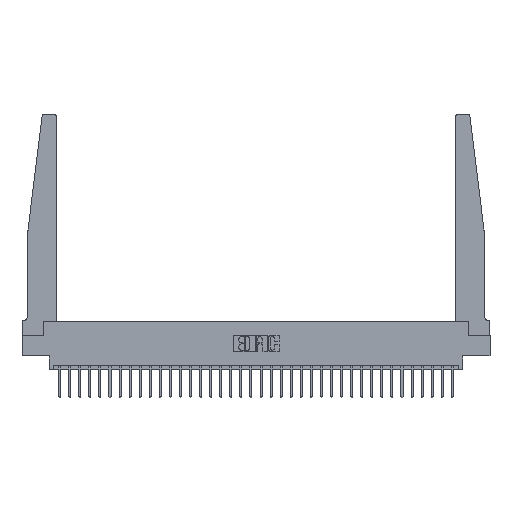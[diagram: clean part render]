
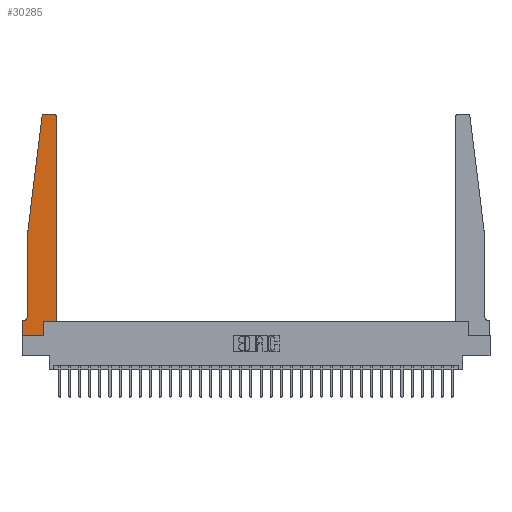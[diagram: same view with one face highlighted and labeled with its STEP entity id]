
A CAD part, top view. The second image highlights one B-rep face of the part: STEP entity #30285.
In plain terms, the highlighted planar face has unit normal (0, 0, 1).
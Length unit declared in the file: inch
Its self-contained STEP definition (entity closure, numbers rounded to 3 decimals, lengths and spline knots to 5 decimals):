
#329 = DIRECTION ( 'NONE',  ( 0., -1., 0. ) ) ;
#532 = LINE ( 'NONE', #27825, #28047 ) ;
#951 = CIRCLE ( 'NONE', #5031, 0.05 ) ;
#2001 = CARTESIAN_POINT ( 'NONE',  ( 0.27653, 2.75, 0.37 ) ) ;
#2162 = EDGE_CURVE ( 'NONE', #24514, #24107, #4802, .T. ) ;
#2265 = CARTESIAN_POINT ( 'NONE',  ( 0.065, 0.1875, 0.37 ) ) ;
#2316 = DIRECTION ( 'NONE',  ( -1., 0., 0. ) ) ;
#2485 = LINE ( 'NONE', #31572, #16503 ) ;
#3584 = CARTESIAN_POINT ( 'NONE',  ( 0., 0., 0.37 ) ) ;
#3882 = FACE_OUTER_BOUND ( 'NONE', #10525, .T. ) ;
#4099 = CARTESIAN_POINT ( 'NONE',  ( 0.425, 0.18, 0.37 ) ) ;
#4130 = CARTESIAN_POINT ( 'NONE',  ( 0.2605, 0., 0.37 ) ) ;
#4137 = VECTOR ( 'NONE', #329, 39.37008 ) ;
#4265 = LINE ( 'NONE', #4099, #17616 ) ;
#4627 = VECTOR ( 'NONE', #23037, 39.37008 ) ;
#4802 = LINE ( 'NONE', #31636, #18546 ) ;
#5031 = AXIS2_PLACEMENT_3D ( 'NONE', #26037, #28621, #16430 ) ;
#5727 = EDGE_CURVE ( 'NONE', #11134, #27133, #25227, .T. ) ;
#5831 = VERTEX_POINT ( 'NONE', #29154 ) ;
#6723 = CIRCLE ( 'NONE', #20108, 0.03 ) ;
#7909 = DIRECTION ( 'NONE',  ( 1., 0., 0. ) ) ;
#8223 = ORIENTED_EDGE ( 'NONE', *, *, #26989, .T. ) ;
#8459 = VERTEX_POINT ( 'NONE', #13504 ) ;
#8544 = DIRECTION ( 'NONE',  ( 1., 0., 0. ) ) ;
#8842 = EDGE_CURVE ( 'NONE', #25421, #8459, #4265, .T. ) ;
#9057 = DIRECTION ( 'NONE',  ( 0., 0., 1. ) ) ;
#9932 = ORIENTED_EDGE ( 'NONE', *, *, #5727, .T. ) ;
#9987 = CARTESIAN_POINT ( 'NONE',  ( 0.395, 2.75, 0.37 ) ) ;
#10166 = ORIENTED_EDGE ( 'NONE', *, *, #31616, .T. ) ;
#10241 = ORIENTED_EDGE ( 'NONE', *, *, #30006, .T. ) ;
#10405 = CARTESIAN_POINT ( 'NONE',  ( 0., 0., 0.37 ) ) ;
#10525 = EDGE_LOOP ( 'NONE', ( #10241, #9932, #23060, #10166, #11656, #30770, #21856, #27174, #8223, #11559, #11164, #22257 ) ) ;
#10706 = VERTEX_POINT ( 'NONE', #4130 ) ;
#11134 = VERTEX_POINT ( 'NONE', #2001 ) ;
#11164 = ORIENTED_EDGE ( 'NONE', *, *, #8842, .T. ) ;
#11335 = DIRECTION ( 'NONE',  ( 1., 0., 0. ) ) ;
#11559 = ORIENTED_EDGE ( 'NONE', *, *, #16125, .T. ) ;
#11656 = ORIENTED_EDGE ( 'NONE', *, *, #17606, .T. ) ;
#11737 = CARTESIAN_POINT ( 'NONE',  ( 0.425, 0.18, 0.37 ) ) ;
#13504 = CARTESIAN_POINT ( 'NONE',  ( 0.425, 2.72, 0.37 ) ) ;
#13772 = CARTESIAN_POINT ( 'NONE',  ( 0.395, 2.72, 0.37 ) ) ;
#13934 = DIRECTION ( 'NONE',  ( 1., 0., 0. ) ) ;
#14553 = LINE ( 'NONE', #24326, #16916 ) ;
#14622 = VERTEX_POINT ( 'NONE', #9987 ) ;
#14632 = DIRECTION ( 'NONE',  ( 0., -1., 0. ) ) ;
#14975 = LINE ( 'NONE', #22333, #4137 ) ;
#15755 = VECTOR ( 'NONE', #27320, 39.37008 ) ;
#15860 = CARTESIAN_POINT ( 'NONE',  ( 0.27653, 2.72, 0.37 ) ) ;
#15988 = LINE ( 'NONE', #3584, #4627 ) ;
#16125 = EDGE_CURVE ( 'NONE', #18340, #25421, #532, .T. ) ;
#16430 = DIRECTION ( 'NONE',  ( -1., 0., 0. ) ) ;
#16503 = VECTOR ( 'NONE', #24495, 39.37008 ) ;
#16916 = VECTOR ( 'NONE', #2316, 39.37008 ) ;
#17221 = DIRECTION ( 'NONE',  ( -1., 0., 0. ) ) ;
#17606 = EDGE_CURVE ( 'NONE', #5831, #28126, #951, .T. ) ;
#17616 = VECTOR ( 'NONE', #25633, 39.37008 ) ;
#17672 = CARTESIAN_POINT ( 'NONE',  ( 0.015, 0.1875, 0.37 ) ) ;
#17719 = CARTESIAN_POINT ( 'NONE',  ( 0.2605, 0.18, 0.37 ) ) ;
#18297 = CARTESIAN_POINT ( 'NONE',  ( 0.2605, 0.18, 0.37 ) ) ;
#18340 = VERTEX_POINT ( 'NONE', #18297 ) ;
#18546 = VECTOR ( 'NONE', #14632, 39.37008 ) ;
#19696 = CARTESIAN_POINT ( 'NONE',  ( 0., 0.1875, 0.37 ) ) ;
#19806 = VERTEX_POINT ( 'NONE', #24673 ) ;
#20108 = AXIS2_PLACEMENT_3D ( 'NONE', #13772, #9057, #13934 ) ;
#21514 = AXIS2_PLACEMENT_3D ( 'NONE', #28476, #28625, #8544 ) ;
#21599 = EDGE_CURVE ( 'NONE', #24107, #10706, #15988, .T. ) ;
#21856 = ORIENTED_EDGE ( 'NONE', *, *, #2162, .T. ) ;
#22257 = ORIENTED_EDGE ( 'NONE', *, *, #23053, .T. ) ;
#22333 = CARTESIAN_POINT ( 'NONE',  ( 0.065, 1.25, 0.37 ) ) ;
#23037 = DIRECTION ( 'NONE',  ( 1., 0., 0. ) ) ;
#23053 = EDGE_CURVE ( 'NONE', #8459, #14622, #6723, .T. ) ;
#23060 = ORIENTED_EDGE ( 'NONE', *, *, #23166, .T. ) ;
#23166 = EDGE_CURVE ( 'NONE', #27133, #19806, #2485, .T. ) ;
#23619 = CARTESIAN_POINT ( 'NONE',  ( 0.24675, 2.72367, 0.37 ) ) ;
#24107 = VERTEX_POINT ( 'NONE', #10405 ) ;
#24326 = CARTESIAN_POINT ( 'NONE',  ( 0.25, 2.75, 0.37 ) ) ;
#24495 = DIRECTION ( 'NONE',  ( -0.122, -0.992, 0. ) ) ;
#24514 = VERTEX_POINT ( 'NONE', #19696 ) ;
#24588 = LINE ( 'NONE', #2265, #28592 ) ;
#24673 = CARTESIAN_POINT ( 'NONE',  ( 0.065, 1.25, 0.37 ) ) ;
#25227 = CIRCLE ( 'NONE', #26743, 0.03 ) ;
#25421 = VERTEX_POINT ( 'NONE', #11737 ) ;
#25633 = DIRECTION ( 'NONE',  ( 0., 1., 0. ) ) ;
#26037 = CARTESIAN_POINT ( 'NONE',  ( 0.015, 0.2375, 0.37 ) ) ;
#26743 = AXIS2_PLACEMENT_3D ( 'NONE', #15860, #30791, #11335 ) ;
#26989 = EDGE_CURVE ( 'NONE', #10706, #18340, #30231, .T. ) ;
#27133 = VERTEX_POINT ( 'NONE', #23619 ) ;
#27174 = ORIENTED_EDGE ( 'NONE', *, *, #21599, .T. ) ;
#27320 = DIRECTION ( 'NONE',  ( 0., 1., 0. ) ) ;
#27543 = EDGE_CURVE ( 'NONE', #28126, #24514, #24588, .T. ) ;
#27825 = CARTESIAN_POINT ( 'NONE',  ( 0.425, 0.18, 0.37 ) ) ;
#28047 = VECTOR ( 'NONE', #7909, 39.37008 ) ;
#28126 = VERTEX_POINT ( 'NONE', #17672 ) ;
#28476 = CARTESIAN_POINT ( 'NONE',  ( 0., 0.1875, 0.37 ) ) ;
#28592 = VECTOR ( 'NONE', #17221, 39.37008 ) ;
#28621 = DIRECTION ( 'NONE',  ( 0., 0., -1. ) ) ;
#28625 = DIRECTION ( 'NONE',  ( 0., 0., 1. ) ) ;
#29154 = CARTESIAN_POINT ( 'NONE',  ( 0.065, 0.2375, 0.37 ) ) ;
#30006 = EDGE_CURVE ( 'NONE', #14622, #11134, #14553, .T. ) ;
#30231 = LINE ( 'NONE', #17719, #15755 ) ;
#30285 = ADVANCED_FACE ( 'NONE', ( #3882 ), #30739, .T. ) ;
#30739 = PLANE ( 'NONE',  #21514 ) ;
#30770 = ORIENTED_EDGE ( 'NONE', *, *, #27543, .T. ) ;
#30791 = DIRECTION ( 'NONE',  ( 0., 0., 1. ) ) ;
#31572 = CARTESIAN_POINT ( 'NONE',  ( 0.065, 1.25, 0.37 ) ) ;
#31616 = EDGE_CURVE ( 'NONE', #19806, #5831, #14975, .T. ) ;
#31636 = CARTESIAN_POINT ( 'NONE',  ( 0., 0., 0.37 ) ) ;
